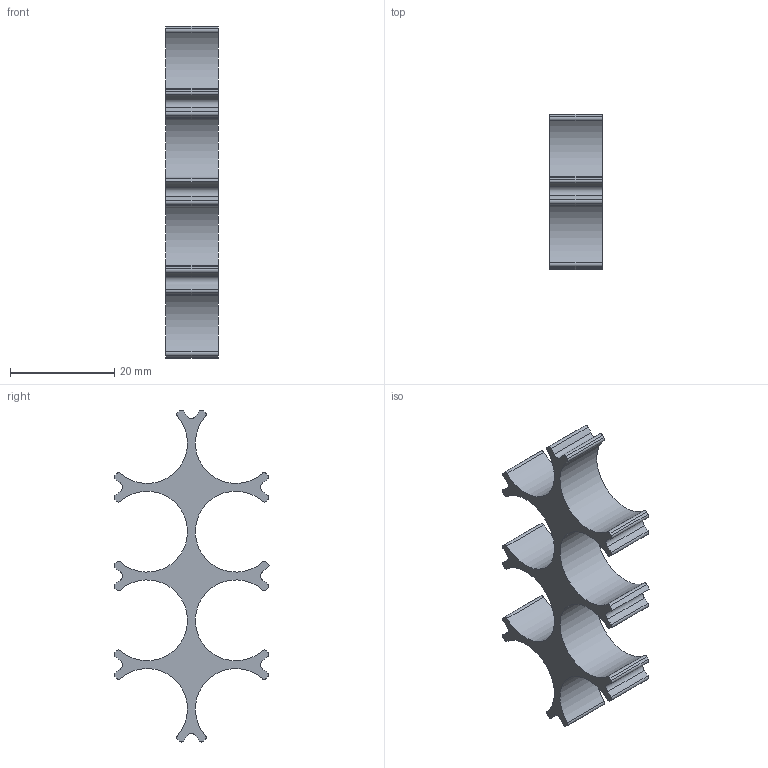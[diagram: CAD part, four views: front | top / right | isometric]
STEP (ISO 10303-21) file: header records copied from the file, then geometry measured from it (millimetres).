
FILE_DESCRIPTION(/* description */ (''),/* implementation_level */ '2;1');
FILE_NAME(/* name */ 'BatterieClamp.stp',/* time_stamp */ '2023-12-27T23:16:57+01:00',/* author */ ('denni'),/* organization */ (''),/* preprocessor_version */ 'ST-DEVELOPER v19.2',/* originating_system */ 'Autodesk Inventor 2024',/* authorisation */ '');
FILE_SCHEMA (('AUTOMOTIVE_DESIGN { 1 0 10303 214 3 1 1 }'));
Length unit declared in the file: millimetre
Products named in the file (1): BatterieClamp
Bounding box: 10 x 29.86 x 63.65 mm (x, y, z)
Volume: 4352.8 mm3; surface area: 3920.1 mm2
Topology: 1 solids, 1 shells, 81 faces, 237 edges, 158 vertices
Faces by surface type: cylinder 63, plane 18
Entity records: 2800 total; most frequent: DIRECTION 527, CARTESIAN_POINT 477, ORIENTED_EDGE 474, EDGE_CURVE 237, AXIS2_PLACEMENT_3D 208, VERTEX_POINT 158, CIRCLE 126, LINE 111
